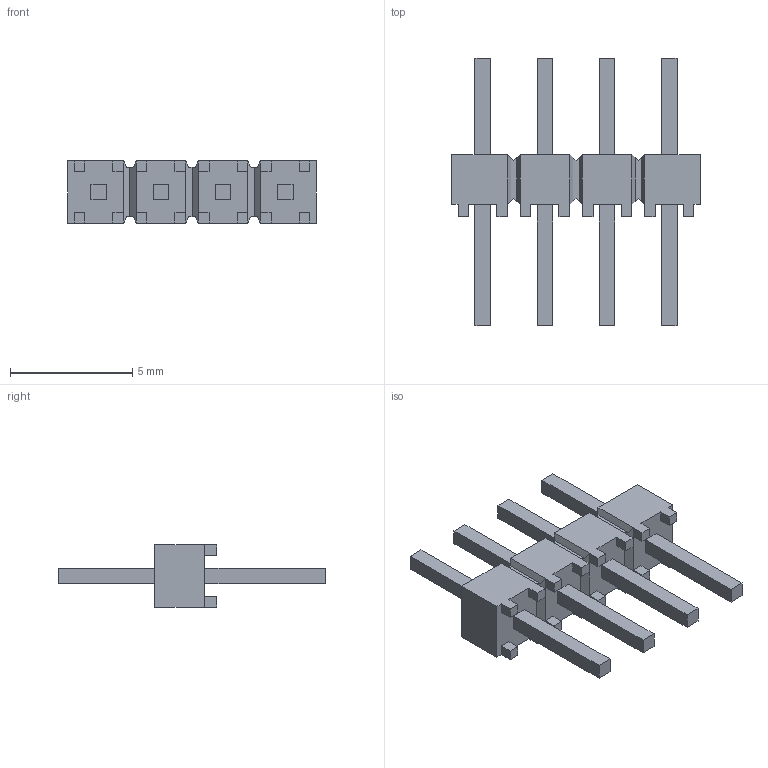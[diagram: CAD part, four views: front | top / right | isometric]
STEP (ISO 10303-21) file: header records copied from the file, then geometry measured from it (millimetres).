
FILE_DESCRIPTION(/* description */ ('STEP AP214'),/* implementation_level */ '2;1');
FILE_NAME(/* name */ 'MTSW-104-07-L-S-155',/* time_stamp */ '2023-02-21T17:55:34+01:00',/* author */ ('License CC BY-ND 4.0'),/* organization */ ('CADENAS'),/* preprocessor_version */ 'ST-DEVELOPER v18.102',/* originating_system */ 'PARTsolutions',/* authorisation */ ' ');
FILE_SCHEMA (('AUTOMOTIVE_DESIGN {1 0 10303 214 3 1 1}'));
Length unit declared in the file: inch
Products named in the file (3): MTSW-104-07-L-S-155; MTSW-104-07-S-155; MTSW-104-07-L-S-155_body
Assembly tree (2 placements, depth 2):
  MTSW-104-07-L-S-155
    MTSW-104-07-S-155
    MTSW-104-07-L-S-155_body
Bounding box: 10.16 x 10.92 x 2.54 mm (x, y, z)
Volume: 67.1 mm3; surface area: 266.4 mm2
Topology: 2 solids, 2 shells, 174 faces, 450 edges, 288 vertices
Faces by surface type: plane 174
Entity records: 5240 total; most frequent: CARTESIAN_POINT 915, ORIENTED_EDGE 900, DIRECTION 804, EDGE_CURVE 450, LINE 450, VECTOR 450, VERTEX_POINT 288, EDGE_LOOP 190
